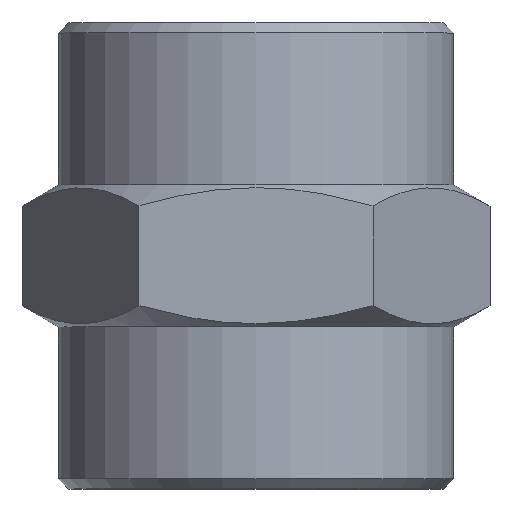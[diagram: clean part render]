
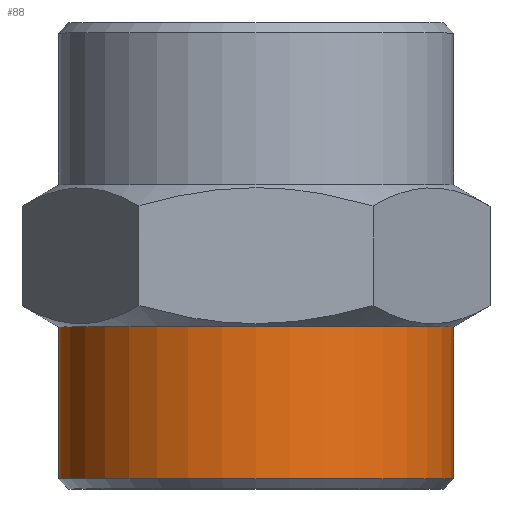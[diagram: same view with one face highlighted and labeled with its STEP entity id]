
A CAD part, top view. The second image highlights one B-rep face of the part: STEP entity #88.
In plain terms, the highlighted cylindrical face has radius 9.75 mm (diameter 19.5 mm), a full revolution.
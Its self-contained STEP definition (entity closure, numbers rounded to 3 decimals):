
#88 = ADVANCED_FACE( 'NONE', ( #126, #127 ), #128, .T. );
#126 = FACE_OUTER_BOUND( '', #171, .T. );
#127 = FACE_OUTER_BOUND( '', #172, .T. );
#128 = CYLINDRICAL_SURFACE( '', #173, 9.75 );
#171 = EDGE_LOOP( '', ( #278 ) );
#172 = EDGE_LOOP( '', ( #279 ) );
#173 = AXIS2_PLACEMENT_3D( '', #280, #281, #282 );
#278 = ORIENTED_EDGE( '', *, *, #328, .F. );
#279 = ORIENTED_EDGE( '', *, *, #306, .T. );
#280 = CARTESIAN_POINT( '', ( 0., -2.608, 0. ) );
#281 = DIRECTION( '', ( 0., 1., 0. ) );
#282 = DIRECTION( '', ( 0., 0., -1. ) );
#306 = EDGE_CURVE( 'NONE', #346, #346, #347, .T. );
#328 = EDGE_CURVE( 'NONE', #384, #384, #385, .T. );
#346 = VERTEX_POINT( '', #452 );
#347 = CIRCLE( '', #453, 9.75 );
#384 = VERTEX_POINT( '', #544 );
#385 = CIRCLE( '', #545, 9.75 );
#452 = CARTESIAN_POINT( '', ( 0., 8., -9.75 ) );
#453 = AXIS2_PLACEMENT_3D( '', #548, #549, #550 );
#544 = CARTESIAN_POINT( '', ( 0., 0.5, -9.75 ) );
#545 = AXIS2_PLACEMENT_3D( '', #578, #579, #580 );
#548 = CARTESIAN_POINT( '', ( 0., 8., 0. ) );
#549 = DIRECTION( '', ( 0., -1., 0. ) );
#550 = DIRECTION( '', ( 0., 0., -1. ) );
#578 = CARTESIAN_POINT( '', ( 0., 0.5, 0. ) );
#579 = DIRECTION( '', ( 0., -1., 0. ) );
#580 = DIRECTION( '', ( 0., 0., -1. ) );
